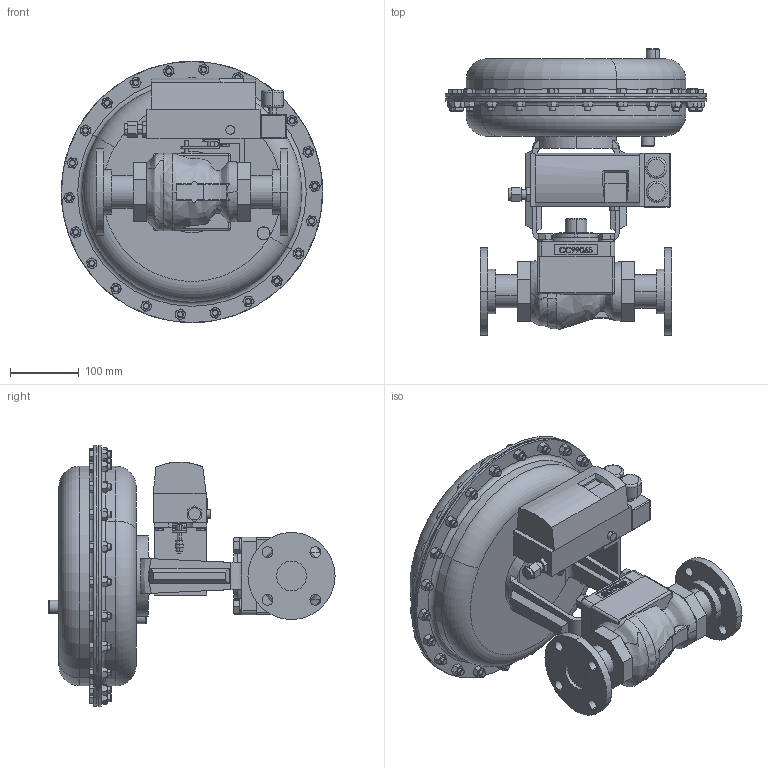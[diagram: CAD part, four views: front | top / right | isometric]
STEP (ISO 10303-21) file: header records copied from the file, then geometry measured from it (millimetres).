
FILE_DESCRIPTION (( 'STEP AP203' ), '1' );
FILE_NAME ('78SP-150-BR+CS+S6-F5-85M-16IQ.step', '2017-09-25T17:10:56', ( '' ), ( '' ), 'SwSTEP 2.0', 'SolidWorks 2014', '' );
FILE_SCHEMA (( 'CONFIG_CONTROL_DESIGN' ));
Length unit declared in the file: inch
Products named in the file (1): 78SP-150-BR+CS+S6-F5-85M-16IQ
Bounding box: 381 x 417.17 x 381 mm (x, y, z)
Volume: 12973825.7 mm3; surface area: 701250.4 mm2
Topology: 1 solids, 1 shells, 1558 faces, 3727 edges, 2293 vertices
Faces by surface type: plane 684, cone 492, cylinder 252, bspline 106, torus 22, sphere 2
Entity records: 59844 total; most frequent: CARTESIAN_POINT 25632, ORIENTED_EDGE 7446, DIRECTION 6392, EDGE_CURVE 3723, AXIS2_PLACEMENT_3D 2438, VERTEX_POINT 2293, EDGE_LOOP 1760, FACE_OUTER_BOUND 1558
